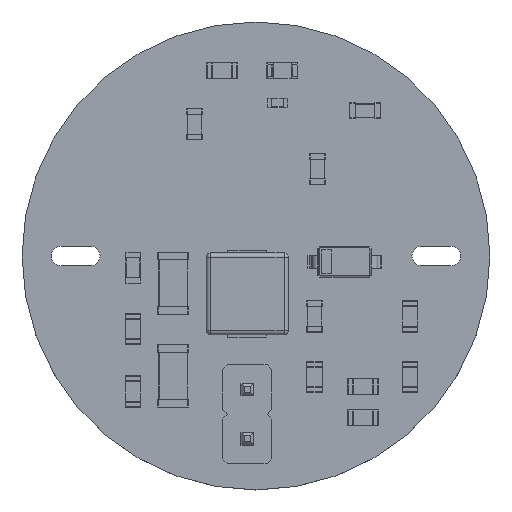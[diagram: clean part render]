
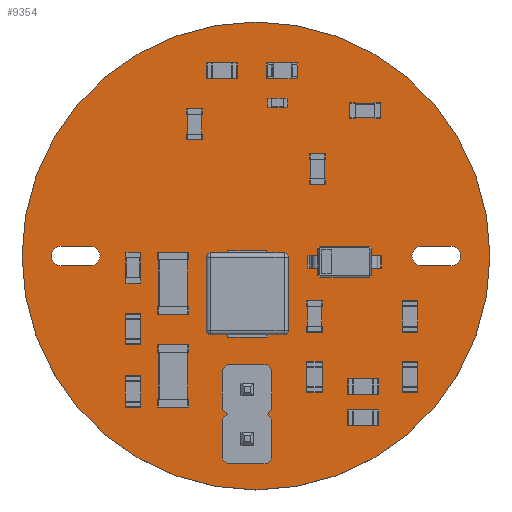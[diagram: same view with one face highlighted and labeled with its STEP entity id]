
A CAD part, top view. The second image highlights one B-rep face of the part: STEP entity #9354.
In plain terms, the highlighted planar face has unit normal (0, 0, 1).
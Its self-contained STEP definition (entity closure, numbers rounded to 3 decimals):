
#9225 = VERTEX_POINT('',#9226);
#9226 = CARTESIAN_POINT('',(169.4,-89.3,1.51));
#9232 = EDGE_CURVE('',#9225,#9225,#9233,.T.);
#9233 = CIRCLE('',#9234,12.);
#9234 = AXIS2_PLACEMENT_3D('',#9235,#9236,#9237);
#9235 = CARTESIAN_POINT('',(157.4,-89.3,1.51));
#9236 = DIRECTION('',(0.,0.,1.));
#9237 = DIRECTION('',(1.,0.,-0.));
#9354 = ADVANCED_FACE('',(#9355,#9358,#9369,#9380,#9416),#9452,.T.);
#9355 = FACE_BOUND('',#9356,.T.);
#9356 = EDGE_LOOP('',(#9357));
#9357 = ORIENTED_EDGE('',*,*,#9232,.T.);
#9358 = FACE_BOUND('',#9359,.T.);
#9359 = EDGE_LOOP('',(#9360));
#9360 = ORIENTED_EDGE('',*,*,#9361,.T.);
#9361 = EDGE_CURVE('',#9362,#9362,#9364,.T.);
#9362 = VERTEX_POINT('',#9363);
#9363 = CARTESIAN_POINT('',(156.95,-99.19,1.51));
#9364 = CIRCLE('',#9365,0.5);
#9365 = AXIS2_PLACEMENT_3D('',#9366,#9367,#9368);
#9366 = CARTESIAN_POINT('',(156.95,-98.69,1.51));
#9367 = DIRECTION('',(-0.,0.,-1.));
#9368 = DIRECTION('',(-0.,-1.,0.));
#9369 = FACE_BOUND('',#9370,.T.);
#9370 = EDGE_LOOP('',(#9371));
#9371 = ORIENTED_EDGE('',*,*,#9372,.T.);
#9372 = EDGE_CURVE('',#9373,#9373,#9375,.T.);
#9373 = VERTEX_POINT('',#9374);
#9374 = CARTESIAN_POINT('',(156.95,-96.65,1.51));
#9375 = CIRCLE('',#9376,0.5);
#9376 = AXIS2_PLACEMENT_3D('',#9377,#9378,#9379);
#9377 = CARTESIAN_POINT('',(156.95,-96.15,1.51));
#9378 = DIRECTION('',(-0.,0.,-1.));
#9379 = DIRECTION('',(-0.,-1.,0.));
#9380 = FACE_BOUND('',#9381,.T.);
#9381 = EDGE_LOOP('',(#9382,#9393,#9401,#9410));
#9382 = ORIENTED_EDGE('',*,*,#9383,.F.);
#9383 = EDGE_CURVE('',#9384,#9386,#9388,.T.);
#9384 = VERTEX_POINT('',#9385);
#9385 = CARTESIAN_POINT('',(147.4,-88.8,1.51));
#9386 = VERTEX_POINT('',#9387);
#9387 = CARTESIAN_POINT('',(147.4,-89.8,1.51));
#9388 = CIRCLE('',#9389,0.5);
#9389 = AXIS2_PLACEMENT_3D('',#9390,#9391,#9392);
#9390 = CARTESIAN_POINT('',(147.4,-89.3,1.51));
#9391 = DIRECTION('',(0.,-0.,1.));
#9392 = DIRECTION('',(0.,1.,0.));
#9393 = ORIENTED_EDGE('',*,*,#9394,.F.);
#9394 = EDGE_CURVE('',#9395,#9384,#9397,.T.);
#9395 = VERTEX_POINT('',#9396);
#9396 = CARTESIAN_POINT('',(148.9,-88.8,1.51));
#9397 = LINE('',#9398,#9399);
#9398 = CARTESIAN_POINT('',(148.9,-88.8,1.51));
#9399 = VECTOR('',#9400,1.);
#9400 = DIRECTION('',(-1.,0.,0.));
#9401 = ORIENTED_EDGE('',*,*,#9402,.F.);
#9402 = EDGE_CURVE('',#9403,#9395,#9405,.T.);
#9403 = VERTEX_POINT('',#9404);
#9404 = CARTESIAN_POINT('',(148.9,-89.8,1.51));
#9405 = CIRCLE('',#9406,0.5);
#9406 = AXIS2_PLACEMENT_3D('',#9407,#9408,#9409);
#9407 = CARTESIAN_POINT('',(148.9,-89.3,1.51));
#9408 = DIRECTION('',(0.,0.,1.));
#9409 = DIRECTION('',(-0.,-1.,0.));
#9410 = ORIENTED_EDGE('',*,*,#9411,.F.);
#9411 = EDGE_CURVE('',#9386,#9403,#9412,.T.);
#9412 = LINE('',#9413,#9414);
#9413 = CARTESIAN_POINT('',(147.4,-89.8,1.51));
#9414 = VECTOR('',#9415,1.);
#9415 = DIRECTION('',(1.,0.,0.));
#9416 = FACE_BOUND('',#9417,.T.);
#9417 = EDGE_LOOP('',(#9418,#9429,#9437,#9446));
#9418 = ORIENTED_EDGE('',*,*,#9419,.F.);
#9419 = EDGE_CURVE('',#9420,#9422,#9424,.T.);
#9420 = VERTEX_POINT('',#9421);
#9421 = CARTESIAN_POINT('',(165.9,-88.8,1.51));
#9422 = VERTEX_POINT('',#9423);
#9423 = CARTESIAN_POINT('',(165.9,-89.8,1.51));
#9424 = CIRCLE('',#9425,0.5);
#9425 = AXIS2_PLACEMENT_3D('',#9426,#9427,#9428);
#9426 = CARTESIAN_POINT('',(165.9,-89.3,1.51));
#9427 = DIRECTION('',(0.,-0.,1.));
#9428 = DIRECTION('',(0.,1.,0.));
#9429 = ORIENTED_EDGE('',*,*,#9430,.F.);
#9430 = EDGE_CURVE('',#9431,#9420,#9433,.T.);
#9431 = VERTEX_POINT('',#9432);
#9432 = CARTESIAN_POINT('',(167.4,-88.8,1.51));
#9433 = LINE('',#9434,#9435);
#9434 = CARTESIAN_POINT('',(167.4,-88.8,1.51));
#9435 = VECTOR('',#9436,1.);
#9436 = DIRECTION('',(-1.,0.,0.));
#9437 = ORIENTED_EDGE('',*,*,#9438,.F.);
#9438 = EDGE_CURVE('',#9439,#9431,#9441,.T.);
#9439 = VERTEX_POINT('',#9440);
#9440 = CARTESIAN_POINT('',(167.4,-89.8,1.51));
#9441 = CIRCLE('',#9442,0.5);
#9442 = AXIS2_PLACEMENT_3D('',#9443,#9444,#9445);
#9443 = CARTESIAN_POINT('',(167.4,-89.3,1.51));
#9444 = DIRECTION('',(0.,0.,1.));
#9445 = DIRECTION('',(-0.,-1.,0.));
#9446 = ORIENTED_EDGE('',*,*,#9447,.F.);
#9447 = EDGE_CURVE('',#9422,#9439,#9448,.T.);
#9448 = LINE('',#9449,#9450);
#9449 = CARTESIAN_POINT('',(165.9,-89.8,1.51));
#9450 = VECTOR('',#9451,1.);
#9451 = DIRECTION('',(1.,0.,0.));
#9452 = PLANE('',#9453);
#9453 = AXIS2_PLACEMENT_3D('',#9454,#9455,#9456);
#9454 = CARTESIAN_POINT('',(0.,0.,1.51));
#9455 = DIRECTION('',(0.,0.,1.));
#9456 = DIRECTION('',(1.,0.,-0.));
